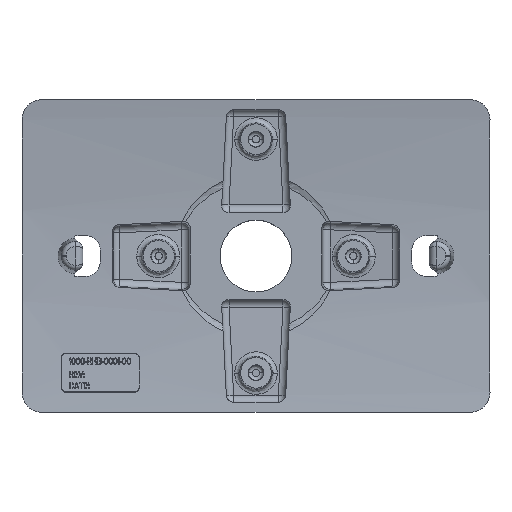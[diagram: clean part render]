
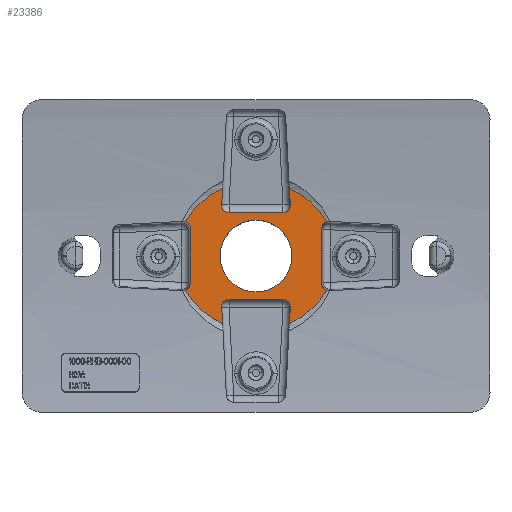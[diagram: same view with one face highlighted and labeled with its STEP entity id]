
A CAD part, top view. The second image highlights one B-rep face of the part: STEP entity #23386.
In plain terms, the highlighted planar face has unit normal (0, 0, 1).
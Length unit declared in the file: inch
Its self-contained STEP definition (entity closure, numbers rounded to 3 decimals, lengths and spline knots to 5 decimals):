
#3769=CARTESIAN_POINT('',(0.,0.,0.));
#3770=DIRECTION('',(0.,0.,-1.));
#3771=DIRECTION('',(0.,1.,0.));
#3772=AXIS2_PLACEMENT_3D('',#3769,#3770,#3771);
#3774=CARTESIAN_POINT('',(0.,0.,0.));
#3775=DIRECTION('',(0.,0.,-1.));
#3776=DIRECTION('',(0.,-1.,0.));
#3777=AXIS2_PLACEMENT_3D('',#3774,#3775,#3776);
#3779=DIRECTION('',(-0.052,-0.999,0.));
#3780=VECTOR('',#3779,0.21135);
#3781=CARTESIAN_POINT('',(-0.42925,0.86898,0.));
#3782=LINE('',#3781,#3780);
#3783=DIRECTION('',(-1.,0.,0.));
#3784=VECTOR('',#3783,0.69288);
#3785=CARTESIAN_POINT('',(0.34644,0.559,0.));
#3786=LINE('',#3785,#3784);
#3787=DIRECTION('',(0.052,-0.999,0.));
#3788=VECTOR('',#3787,0.21135);
#3789=CARTESIAN_POINT('',(0.42925,0.86898,0.));
#3790=LINE('',#3789,#3788);
#3791=DIRECTION('',(0.,-1.,0.));
#3792=VECTOR('',#3791,0.70281);
#3793=CARTESIAN_POINT('',(0.8444,0.35141,0.));
#3794=LINE('',#3793,#3792);
#3795=DIRECTION('',(0.052,0.999,0.));
#3796=VECTOR('',#3795,0.21135);
#3797=CARTESIAN_POINT('',(0.42925,-0.86898,0.));
#3798=LINE('',#3797,#3796);
#3799=DIRECTION('',(1.,0.,0.));
#3800=VECTOR('',#3799,0.69288);
#3801=CARTESIAN_POINT('',(-0.34644,-0.559,0.));
#3802=LINE('',#3801,#3800);
#3803=DIRECTION('',(-0.052,0.999,0.));
#3804=VECTOR('',#3803,0.21135);
#3805=CARTESIAN_POINT('',(-0.42925,-0.86898,0.));
#3806=LINE('',#3805,#3804);
#3807=DIRECTION('',(0.,-1.,0.));
#3808=VECTOR('',#3807,0.70281);
#3809=CARTESIAN_POINT('',(-0.8444,0.35141,0.));
#3810=LINE('',#3809,#3808);
#3895=CARTESIAN_POINT('',(0.34644,0.653,0.));
#3896=DIRECTION('',(0.,0.,-1.));
#3897=DIRECTION('',(0.999,0.052,0.));
#3898=AXIS2_PLACEMENT_3D('',#3895,#3896,#3897);
#3980=CARTESIAN_POINT('',(0.90751,0.44015,0.));
#3981=CARTESIAN_POINT('',(0.87957,0.48748,0.));
#3982=CARTESIAN_POINT('',(0.81717,0.57661,0.));
#3983=CARTESIAN_POINT('',(0.70372,0.69525,0.));
#3984=CARTESIAN_POINT('',(0.57302,0.79519,0.));
#3985=CARTESIAN_POINT('',(0.47861,0.84674,0.));
#3986=CARTESIAN_POINT('',(0.42925,0.86898,0.));
#3993=CARTESIAN_POINT('',(0.42925,0.86898,0.));
#3995=CARTESIAN_POINT('',(-0.42925,0.86898,0.));
#3996=CARTESIAN_POINT('',(-0.47861,0.84674,0.));
#3997=CARTESIAN_POINT('',(-0.57302,0.79519,0.));
#3998=CARTESIAN_POINT('',(-0.70372,0.69525,0.));
#3999=CARTESIAN_POINT('',(-0.81717,0.57661,0.));
#4000=CARTESIAN_POINT('',(-0.87957,0.48748,0.));
#4001=CARTESIAN_POINT('',(-0.90751,0.44015,0.));
#4009=CARTESIAN_POINT('',(-0.42925,0.86898,0.));
#4078=CARTESIAN_POINT('',(0.90751,-0.44015,0.));
#4079=CARTESIAN_POINT('',(0.88647,-0.43285,0.));
#4080=CARTESIAN_POINT('',(0.85813,-0.40846,0.));
#4081=CARTESIAN_POINT('',(0.8444,-0.37368,0.));
#4082=CARTESIAN_POINT('',(0.8444,-0.35141,0.));
#4163=CARTESIAN_POINT('',(0.8444,0.35141,0.));
#4164=CARTESIAN_POINT('',(0.8444,0.37368,0.));
#4165=CARTESIAN_POINT('',(0.85813,0.40846,0.));
#4166=CARTESIAN_POINT('',(0.88647,0.43285,0.));
#4167=CARTESIAN_POINT('',(0.90751,0.44015,0.));
#4414=CARTESIAN_POINT('',(-0.90751,0.44015,0.));
#4415=CARTESIAN_POINT('',(-0.88647,0.43285,0.));
#4416=CARTESIAN_POINT('',(-0.85813,0.40846,0.));
#4417=CARTESIAN_POINT('',(-0.8444,0.37368,0.));
#4418=CARTESIAN_POINT('',(-0.8444,0.35141,0.));
#4432=CARTESIAN_POINT('',(-0.8444,-0.35141,0.));
#4433=CARTESIAN_POINT('',(-0.8444,-0.37368,0.));
#4434=CARTESIAN_POINT('',(-0.85813,-0.40846,0.));
#4435=CARTESIAN_POINT('',(-0.88647,-0.43285,0.));
#4436=CARTESIAN_POINT('',(-0.90751,-0.44015,0.));
#4456=CARTESIAN_POINT('',(0.42925,-0.86898,0.));
#4457=CARTESIAN_POINT('',(0.47861,-0.84674,0.));
#4458=CARTESIAN_POINT('',(0.57302,-0.79519,0.));
#4459=CARTESIAN_POINT('',(0.70372,-0.69525,0.));
#4460=CARTESIAN_POINT('',(0.81717,-0.57661,0.));
#4461=CARTESIAN_POINT('',(0.87957,-0.48748,0.));
#4462=CARTESIAN_POINT('',(0.90751,-0.44015,0.));
#4470=CARTESIAN_POINT('',(0.42925,-0.86898,0.));
#4483=CARTESIAN_POINT('',(-0.90751,-0.44015,0.));
#4484=CARTESIAN_POINT('',(-0.87957,-0.48748,0.));
#4485=CARTESIAN_POINT('',(-0.81717,-0.57661,0.));
#4486=CARTESIAN_POINT('',(-0.70372,-0.69525,0.));
#4487=CARTESIAN_POINT('',(-0.57302,-0.79519,0.));
#4488=CARTESIAN_POINT('',(-0.47861,-0.84674,0.));
#4489=CARTESIAN_POINT('',(-0.42925,-0.86898,0.));
#4496=CARTESIAN_POINT('',(-0.42925,-0.86898,0.));
#4646=CARTESIAN_POINT('',(-0.34644,-0.653,0.));
#4647=DIRECTION('',(0.,0.,-1.));
#4648=DIRECTION('',(-0.999,-0.052,0.));
#4649=AXIS2_PLACEMENT_3D('',#4646,#4647,#4648);
#4678=CARTESIAN_POINT('',(0.34644,-0.653,0.));
#4679=DIRECTION('',(0.,0.,-1.));
#4680=DIRECTION('',(0.,1.,0.));
#4681=AXIS2_PLACEMENT_3D('',#4678,#4679,#4680);
#4951=CARTESIAN_POINT('',(-0.34644,0.653,0.));
#4952=DIRECTION('',(0.,0.,-1.));
#4953=DIRECTION('',(0.,-1.,0.));
#4954=AXIS2_PLACEMENT_3D('',#4951,#4952,#4953);
#13117=VERTEX_POINT('',#3993);
#13118=VERTEX_POINT('',#4009);
#13121=VERTEX_POINT('',#4496);
#13122=VERTEX_POINT('',#4470);
#13124=CARTESIAN_POINT('',(0.,0.461,0.));
#13125=CARTESIAN_POINT('',(0.,-0.461,0.));
#13126=VERTEX_POINT('',#13124);
#13127=VERTEX_POINT('',#13125);
#13168=CARTESIAN_POINT('',(0.8444,-0.35141,0.));
#13169=VERTEX_POINT('',#13168);
#13198=CARTESIAN_POINT('',(0.8444,0.35141,0.));
#13199=VERTEX_POINT('',#13198);
#13212=CARTESIAN_POINT('',(-0.8444,-0.35141,0.));
#13213=VERTEX_POINT('',#13212);
#13236=CARTESIAN_POINT('',(-0.8444,0.35141,0.));
#13237=VERTEX_POINT('',#13236);
#13244=VERTEX_POINT('',#4167);
#13245=VERTEX_POINT('',#4078);
#13246=VERTEX_POINT('',#4414);
#13247=VERTEX_POINT('',#4436);
#13752=CARTESIAN_POINT('',(0.44031,0.65792,0.));
#13753=VERTEX_POINT('',#13752);
#13754=CARTESIAN_POINT('',(0.34644,0.559,0.));
#13755=CARTESIAN_POINT('',(-0.34644,0.559,0.));
#13756=VERTEX_POINT('',#13754);
#13757=VERTEX_POINT('',#13755);
#13758=CARTESIAN_POINT('',(-0.44031,0.65792,0.));
#13759=VERTEX_POINT('',#13758);
#13760=CARTESIAN_POINT('',(-0.44031,-0.65792,0.));
#13761=VERTEX_POINT('',#13760);
#13762=CARTESIAN_POINT('',(-0.34644,-0.559,0.));
#13763=CARTESIAN_POINT('',(0.34644,-0.559,0.));
#13764=VERTEX_POINT('',#13762);
#13765=VERTEX_POINT('',#13763);
#13766=CARTESIAN_POINT('',(0.44031,-0.65792,0.));
#13767=VERTEX_POINT('',#13766);
#23335=CARTESIAN_POINT('',(0.,0.,0.));
#23336=DIRECTION('',(0.,0.,1.));
#23337=DIRECTION('',(0.,1.,0.));
#23338=AXIS2_PLACEMENT_3D('',#23335,#23336,#23337);
#23339=PLANE('',#23338);
#23341=ORIENTED_EDGE('',*,*,#23340,.T.);
#23343=ORIENTED_EDGE('',*,*,#23342,.F.);
#23345=ORIENTED_EDGE('',*,*,#23344,.F.);
#23347=ORIENTED_EDGE('',*,*,#23346,.F.);
#23349=ORIENTED_EDGE('',*,*,#23348,.F.);
#23351=ORIENTED_EDGE('',*,*,#23350,.F.);
#23353=ORIENTED_EDGE('',*,*,#23352,.F.);
#23355=ORIENTED_EDGE('',*,*,#23354,.T.);
#23357=ORIENTED_EDGE('',*,*,#23356,.F.);
#23359=ORIENTED_EDGE('',*,*,#23358,.F.);
#23361=ORIENTED_EDGE('',*,*,#23360,.T.);
#23363=ORIENTED_EDGE('',*,*,#23362,.F.);
#23365=ORIENTED_EDGE('',*,*,#23364,.F.);
#23367=ORIENTED_EDGE('',*,*,#23366,.F.);
#23369=ORIENTED_EDGE('',*,*,#23368,.F.);
#23371=ORIENTED_EDGE('',*,*,#23370,.F.);
#23373=ORIENTED_EDGE('',*,*,#23372,.F.);
#23375=ORIENTED_EDGE('',*,*,#23374,.F.);
#23377=ORIENTED_EDGE('',*,*,#23376,.F.);
#23379=ORIENTED_EDGE('',*,*,#23378,.F.);
#23380=EDGE_LOOP('',(#23341,#23343,#23345,#23347,#23349,#23351,#23353,#23355,
#23357,#23359,#23361,#23363,#23365,#23367,#23369,#23371,#23373,#23375,#23377,
#23379));
#23381=FACE_OUTER_BOUND('',#23380,.F.);
#23382=ORIENTED_EDGE('',*,*,#23329,.F.);
#23383=ORIENTED_EDGE('',*,*,#23315,.F.);
#23384=EDGE_LOOP('',(#23382,#23383));
#23385=FACE_BOUND('',#23384,.F.);
#23386=ADVANCED_FACE('',(#23381,#23385),#23339,.T.);
#3773=CIRCLE('',#3772,0.461);
#3778=CIRCLE('',#3777,0.461);
#3899=CIRCLE('',#3898,0.094);
#3987=B_SPLINE_CURVE_WITH_KNOTS('',3,(#3980,#3981,#3982,#3983,#3984,#3985,
#3986),.UNSPECIFIED.,.F.,.F.,(4,1,1,1,4),(0.,0.25,0.5,0.75,1.),
.UNSPECIFIED.);
#4002=B_SPLINE_CURVE_WITH_KNOTS('',3,(#3995,#3996,#3997,#3998,#3999,#4000,
#4001),.UNSPECIFIED.,.F.,.F.,(4,1,1,1,4),(0.,0.25,0.5,0.75,1.),
.UNSPECIFIED.);
#4083=B_SPLINE_CURVE_WITH_KNOTS('',3,(#4078,#4079,#4080,#4081,#4082),
.UNSPECIFIED.,.F.,.F.,(4,1,4),(0.,0.5,1.),.UNSPECIFIED.);
#4168=B_SPLINE_CURVE_WITH_KNOTS('',3,(#4163,#4164,#4165,#4166,#4167),
.UNSPECIFIED.,.F.,.F.,(4,1,4),(0.,0.5,1.),.UNSPECIFIED.);
#4419=B_SPLINE_CURVE_WITH_KNOTS('',3,(#4414,#4415,#4416,#4417,#4418),
.UNSPECIFIED.,.F.,.F.,(4,1,4),(0.,0.5,1.),.UNSPECIFIED.);
#4437=B_SPLINE_CURVE_WITH_KNOTS('',3,(#4432,#4433,#4434,#4435,#4436),
.UNSPECIFIED.,.F.,.F.,(4,1,4),(0.,0.5,1.),.UNSPECIFIED.);
#4463=B_SPLINE_CURVE_WITH_KNOTS('',3,(#4456,#4457,#4458,#4459,#4460,#4461,
#4462),.UNSPECIFIED.,.F.,.F.,(4,1,1,1,4),(0.,0.25,0.5,0.75,1.),
.UNSPECIFIED.);
#4490=B_SPLINE_CURVE_WITH_KNOTS('',3,(#4483,#4484,#4485,#4486,#4487,#4488,
#4489),.UNSPECIFIED.,.F.,.F.,(4,1,1,1,4),(0.,0.25,0.5,0.75,1.),
.UNSPECIFIED.);
#4650=CIRCLE('',#4649,0.094);
#4682=CIRCLE('',#4681,0.094);
#4955=CIRCLE('',#4954,0.094);
#23315=EDGE_CURVE('',#13127,#13126,#3778,.T.);
#23329=EDGE_CURVE('',#13126,#13127,#3773,.T.);
#23340=EDGE_CURVE('',#13118,#13759,#3782,.T.);
#23342=EDGE_CURVE('',#13757,#13759,#4955,.T.);
#23344=EDGE_CURVE('',#13756,#13757,#3786,.T.);
#23346=EDGE_CURVE('',#13753,#13756,#3899,.T.);
#23348=EDGE_CURVE('',#13117,#13753,#3790,.T.);
#23350=EDGE_CURVE('',#13244,#13117,#3987,.T.);
#23352=EDGE_CURVE('',#13199,#13244,#4168,.T.);
#23354=EDGE_CURVE('',#13199,#13169,#3794,.T.);
#23356=EDGE_CURVE('',#13245,#13169,#4083,.T.);
#23358=EDGE_CURVE('',#13122,#13245,#4463,.T.);
#23360=EDGE_CURVE('',#13122,#13767,#3798,.T.);
#23362=EDGE_CURVE('',#13765,#13767,#4682,.T.);
#23364=EDGE_CURVE('',#13764,#13765,#3802,.T.);
#23366=EDGE_CURVE('',#13761,#13764,#4650,.T.);
#23368=EDGE_CURVE('',#13121,#13761,#3806,.T.);
#23370=EDGE_CURVE('',#13247,#13121,#4490,.T.);
#23372=EDGE_CURVE('',#13213,#13247,#4437,.T.);
#23374=EDGE_CURVE('',#13237,#13213,#3810,.T.);
#23376=EDGE_CURVE('',#13246,#13237,#4419,.T.);
#23378=EDGE_CURVE('',#13118,#13246,#4002,.T.);
